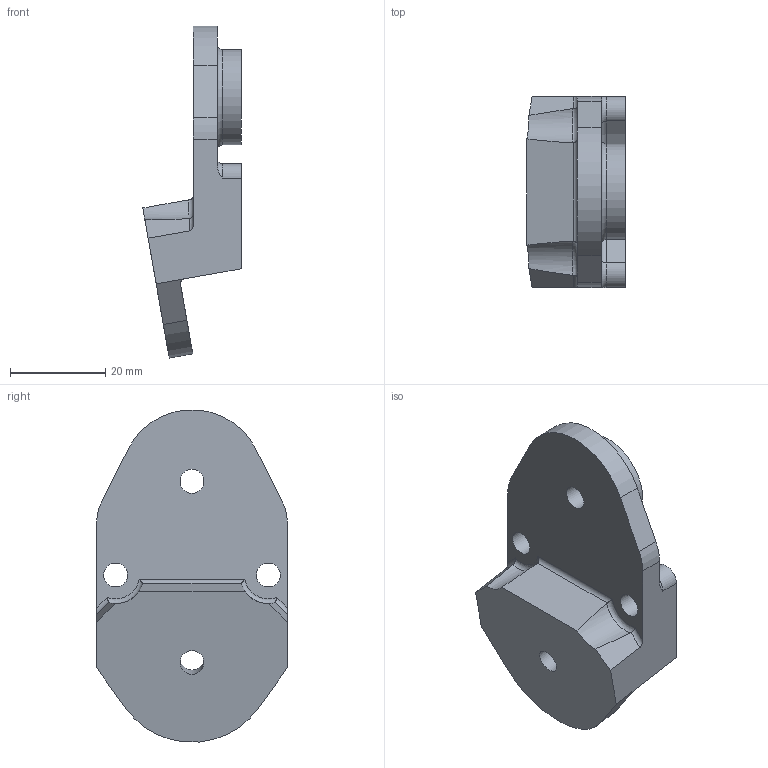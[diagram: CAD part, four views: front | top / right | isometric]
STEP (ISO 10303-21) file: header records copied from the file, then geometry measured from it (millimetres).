
FILE_DESCRIPTION(/* description */ (''),/* implementation_level */ '2;1');
FILE_NAME(/* name */ '2b54493e-f59c-43b1-8e14-b0d23bd5eaca.stp',/* time_stamp */ '2019-04-16T02:17:53+00:00',/* author */ (''),/* organization */ (''),/* preprocessor_version */ 'ST-DEVELOPER v18',/* originating_system */ 'Autodesk Translation Framework v8.2.0.1029',/* authorisation */ '');
FILE_SCHEMA (('AUTOMOTIVE_DESIGN { 1 0 10303 214 3 1 1 }'));
Length unit declared in the file: millimetre
Products named in the file (1): adjustable bar joint
Bounding box: 20.62 x 40 x 69.6 mm (x, y, z)
Volume: 16372.7 mm3; surface area: 7871.6 mm2
Topology: 1 solids, 1 shells, 68 faces, 176 edges, 111 vertices
Faces by surface type: cylinder 32, plane 26, torus 6, sphere 4
Full cylindrical faces by diameter (mm): 5 x4, 20 x1
Entity records: 2170 total; most frequent: CARTESIAN_POINT 418, DIRECTION 375, ORIENTED_EDGE 352, EDGE_CURVE 176, AXIS2_PLACEMENT_3D 140, VERTEX_POINT 111, LINE 95, VECTOR 95
